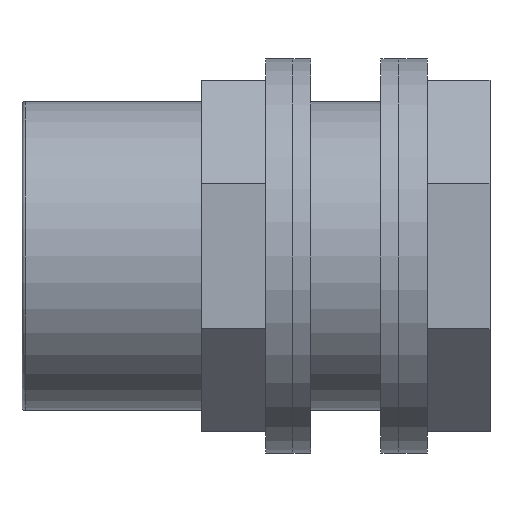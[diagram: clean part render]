
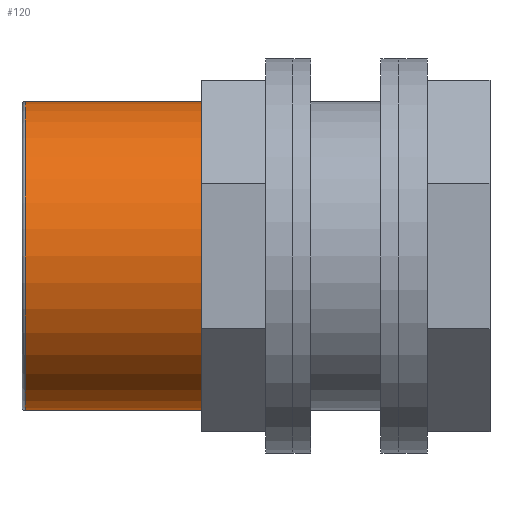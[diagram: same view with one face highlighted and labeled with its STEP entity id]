
A CAD part, front view. The second image highlights one B-rep face of the part: STEP entity #120.
In plain terms, the highlighted cylindrical face has radius 43.942 mm (diameter 87.884 mm), a full revolution.
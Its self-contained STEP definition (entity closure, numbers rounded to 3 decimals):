
#120 = ADVANCED_FACE( '', ( #283, #284 ), #285, .T. );
#283 = FACE_OUTER_BOUND( '', #506, .T. );
#284 = FACE_OUTER_BOUND( '', #507, .T. );
#285 = CYLINDRICAL_SURFACE( '', #508, 43.942 );
#506 = EDGE_LOOP( '', ( #800 ) );
#507 = EDGE_LOOP( '', ( #801 ) );
#508 = AXIS2_PLACEMENT_3D( '', #802, #803, #804 );
#800 = ORIENTED_EDGE( '', *, *, #1230, .F. );
#801 = ORIENTED_EDGE( '', *, *, #1210, .T. );
#802 = CARTESIAN_POINT( '', ( 133., 0., 0. ) );
#803 = DIRECTION( '', ( -1., 0., 0. ) );
#804 = DIRECTION( '', ( 0., 0., -1. ) );
#1210 = EDGE_CURVE( '', #1433, #1433, #1434, .T. );
#1230 = EDGE_CURVE( '', #1465, #1465, #1466, .T. );
#1433 = VERTEX_POINT( '', #1773 );
#1434 = CIRCLE( '', #1774, 43.942 );
#1465 = VERTEX_POINT( '', #1845 );
#1466 = CIRCLE( '', #1846, 43.942 );
#1773 = CARTESIAN_POINT( '', ( 0.966, 0., -43.942 ) );
#1774 = AXIS2_PLACEMENT_3D( '', #2275, #2276, #2277 );
#1845 = CARTESIAN_POINT( '', ( 51., 43.942, 0. ) );
#1846 = AXIS2_PLACEMENT_3D( '', #2300, #2301, #2302 );
#2275 = CARTESIAN_POINT( '', ( 0.966, 0., 0. ) );
#2276 = DIRECTION( '', ( 1., 0., 0. ) );
#2277 = DIRECTION( '', ( 0., 0., -1. ) );
#2300 = CARTESIAN_POINT( '', ( 51., 0., 0. ) );
#2301 = DIRECTION( '', ( 1., 0., 0. ) );
#2302 = DIRECTION( '', ( 0., 1., 0. ) );
